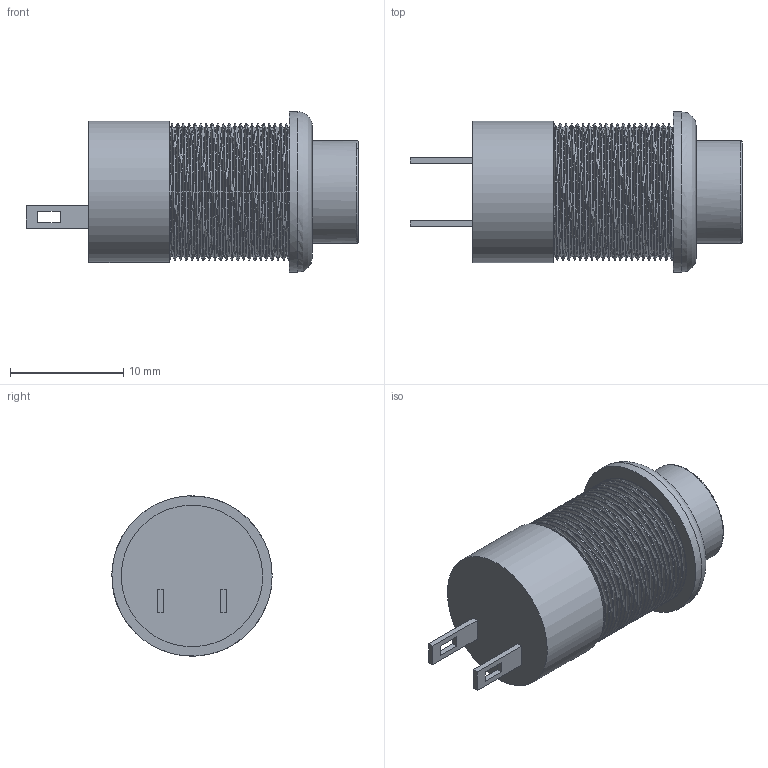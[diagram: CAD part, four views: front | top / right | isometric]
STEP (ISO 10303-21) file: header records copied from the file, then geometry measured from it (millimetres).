
FILE_DESCRIPTION(('FreeCAD Model'),'2;1');
FILE_NAME('Open CASCADE Shape Model','2025-05-02T16:46:47',('FreeCAD'),( 'FreeCAD'),'Open CASCADE STEP processor 7.6','FreeCAD','Unknown');
FILE_SCHEMA(('AUTOMOTIVE_DESIGN { 1 0 10303 214 1 1 1 1 }'));
Length unit declared in the file: millimetre
Products named in the file (1): Open CASCADE STEP translator 7.6 1
Bounding box: 29.34 x 14.16 x 14.16 mm (x, y, z)
Volume: 2621.6 mm3; surface area: 1728.1 mm2
Topology: 2 solids, 2 shells, 75 faces, 201 edges, 134 vertices
Faces by surface type: bspline 75
Entity records: 7666 total; most frequent: CARTESIAN_POINT 6458, ORIENTED_EDGE 402, EDGE_CURVE 201, B_SPLINE_CURVE_WITH_KNOTS 185, VERTEX_POINT 134, FACE_BOUND 83, EDGE_LOOP 83, ADVANCED_FACE 75
